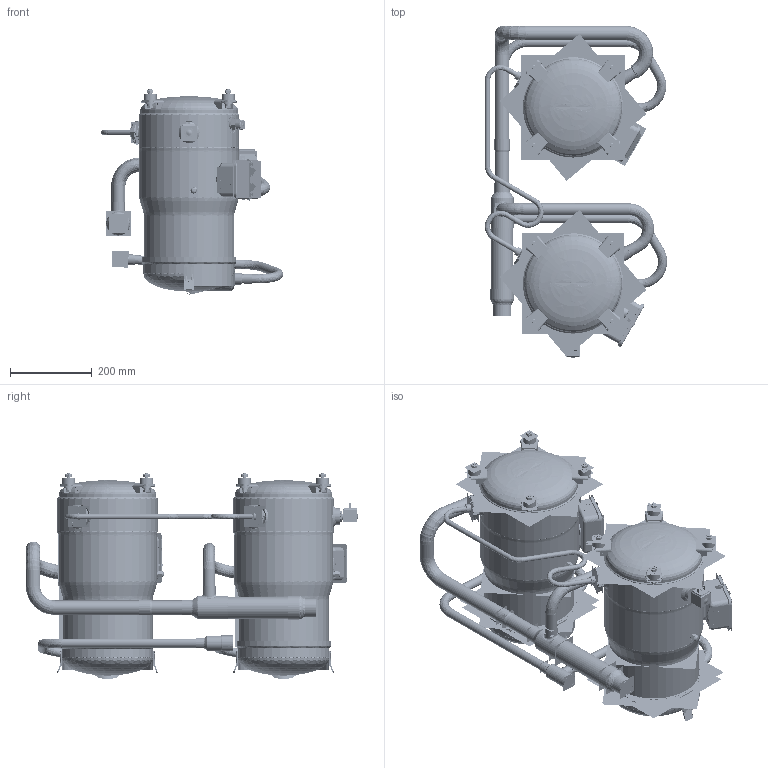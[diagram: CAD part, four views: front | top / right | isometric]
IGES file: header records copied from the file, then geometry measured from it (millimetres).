
Start section:  PTC IGES file: 8560109p02_asm.igs
Global section: file name: 8560109p02_asm.igs; native system: Creo Parametric by PTC Inc.; preprocessor: 2020342; author: U245661; organization: Unknown; date: 20211112.143023; units: millimetre
Bounding box: 445.23 x 810.87 x 501.84 mm (x, y, z)
Surface area: 7577559.3 mm2 (no closed solid volume)
Topology: 0 solids, 0 shells, 10328 faces, 111233 edges, 128878 vertices
Faces by surface type: revolution 5192, bspline 5136
